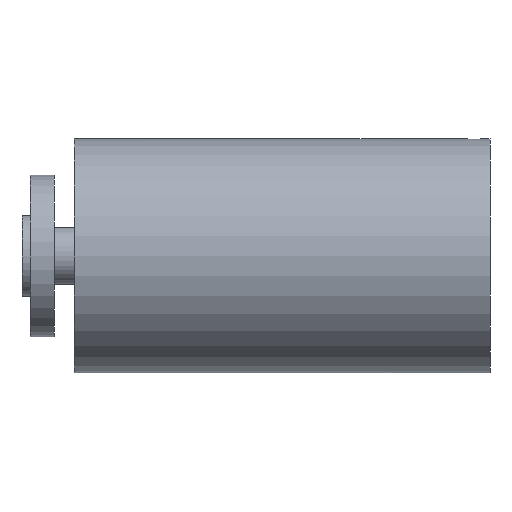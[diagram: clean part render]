
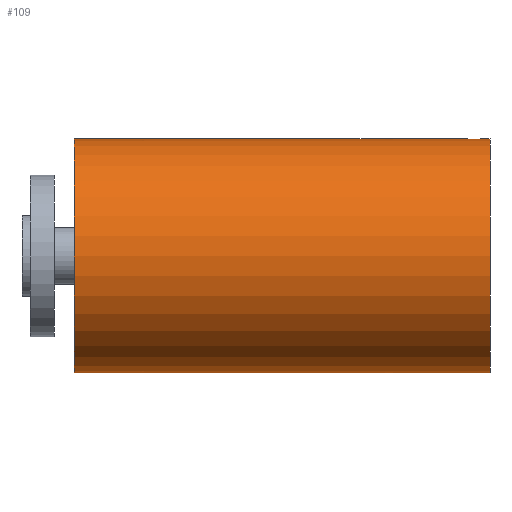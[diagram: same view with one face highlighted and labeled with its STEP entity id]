
A CAD part, front view. The second image highlights one B-rep face of the part: STEP entity #109.
In plain terms, the highlighted cylindrical face has radius 29 mm (diameter 58 mm), a partial arc.
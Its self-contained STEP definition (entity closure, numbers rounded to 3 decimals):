
#70=B_SPLINE_CURVE_WITH_KNOTS('',3,(#1100,#1101,#1102,#1103,#1104,#1105,
#1106,#1107,#1108,#1109,#1110,#1111,#1112,#1113,#1114,#1115,#1116,#1117,
#1118,#1119,#1120,#1121,#1122,#1123,#1124,#1125,#1126,#1127,#1128,#1129,
#1130),.UNSPECIFIED.,.F.,.F.,(4,3,3,3,3,3,3,3,3,3,4),(0.,0.107,
0.215,0.322,0.429,0.537,
0.644,0.751,0.859,0.966,
1.),.UNSPECIFIED.);
#71=B_SPLINE_CURVE_WITH_KNOTS('',3,(#1143,#1144,#1145,#1146,#1147,#1148,
#1149,#1150,#1151,#1152,#1153,#1154,#1155,#1156,#1157,#1158,#1159,#1160,
#1161,#1162,#1163,#1164,#1165,#1166,#1167,#1168,#1169,#1170,#1171,#1172,
#1173),.UNSPECIFIED.,.F.,.F.,(4,3,3,3,3,3,3,3,3,3,4),(0.,0.107,
0.215,0.322,0.429,0.537,
0.644,0.751,0.859,0.966,
1.),.UNSPECIFIED.);
#109=ADVANCED_FACE('',(#175),#144,.T.);
#144=CYLINDRICAL_SURFACE('',#786,29.);
#175=FACE_OUTER_BOUND('',#230,.T.);
#230=EDGE_LOOP('',(#421,#422,#423,#424,#425,#426,#427,#428));
#290=CIRCLE('',#783,29.);
#291=CIRCLE('',#785,29.);
#421=ORIENTED_EDGE('',*,*,#597,.T.);
#422=ORIENTED_EDGE('',*,*,#632,.F.);
#423=ORIENTED_EDGE('',*,*,#603,.F.);
#424=ORIENTED_EDGE('',*,*,#577,.T.);
#425=ORIENTED_EDGE('',*,*,#601,.F.);
#426=ORIENTED_EDGE('',*,*,#631,.T.);
#427=ORIENTED_EDGE('',*,*,#599,.T.);
#428=ORIENTED_EDGE('',*,*,#571,.T.);
#506=VERTEX_POINT('',#1099);
#507=VERTEX_POINT('',#1131);
#511=VERTEX_POINT('',#1142);
#512=VERTEX_POINT('',#1174);
#529=VERTEX_POINT('',#1224);
#530=VERTEX_POINT('',#1225);
#531=VERTEX_POINT('',#1259);
#532=VERTEX_POINT('',#1261);
#571=EDGE_CURVE('',#507,#506,#70,.T.);
#577=EDGE_CURVE('',#512,#511,#71,.T.);
#597=EDGE_CURVE('',#506,#529,#667,.T.);
#599=EDGE_CURVE('',#531,#507,#668,.T.);
#601=EDGE_CURVE('',#532,#511,#669,.T.);
#603=EDGE_CURVE('',#512,#530,#670,.T.);
#631=EDGE_CURVE('',#532,#531,#290,.T.);
#632=EDGE_CURVE('',#530,#529,#291,.T.);
#667=LINE('',#1226,#705);
#668=LINE('',#1258,#706);
#669=LINE('',#1262,#707);
#670=LINE('',#1294,#708);
#705=VECTOR('',#909,1.);
#706=VECTOR('',#910,1.);
#707=VECTOR('',#913,1.);
#708=VECTOR('',#914,1.);
#783=AXIS2_PLACEMENT_3D('',#1344,#983,#984);
#785=AXIS2_PLACEMENT_3D('',#1346,#987,#988);
#786=AXIS2_PLACEMENT_3D('',#1347,#989,#990);
#909=DIRECTION('',(1.,0.,0.));
#910=DIRECTION('',(1.,0.,0.));
#913=DIRECTION('',(1.,0.,0.));
#914=DIRECTION('',(1.,0.,0.));
#983=DIRECTION('',(1.,0.,0.));
#984=DIRECTION('',(0.,0.,-1.));
#987=DIRECTION('',(1.,0.,0.));
#988=DIRECTION('',(0.,0.,-1.));
#989=DIRECTION('',(-1.,0.,0.));
#990=DIRECTION('',(0.,0.,-1.));
#1099=CARTESIAN_POINT('',(113.65,0.,-29.));
#1100=CARTESIAN_POINT('',(110.35,0.,-29.));
#1101=CARTESIAN_POINT('',(110.35,-0.185,-29.));
#1102=CARTESIAN_POINT('',(110.382,-0.372,-28.998));
#1103=CARTESIAN_POINT('',(110.443,-0.546,-28.995));
#1104=CARTESIAN_POINT('',(110.504,-0.72,-28.992));
#1105=CARTESIAN_POINT('',(110.596,-0.886,-28.987));
#1106=CARTESIAN_POINT('',(110.711,-1.03,-28.982));
#1107=CARTESIAN_POINT('',(110.826,-1.174,-28.977));
#1108=CARTESIAN_POINT('',(110.968,-1.3,-28.971));
#1109=CARTESIAN_POINT('',(111.124,-1.398,-28.966));
#1110=CARTESIAN_POINT('',(111.281,-1.496,-28.962));
#1111=CARTESIAN_POINT('',(111.456,-1.569,-28.958));
#1112=CARTESIAN_POINT('',(111.637,-1.61,-28.955));
#1113=CARTESIAN_POINT('',(111.817,-1.65,-28.953));
#1114=CARTESIAN_POINT('',(112.006,-1.66,-28.952));
#1115=CARTESIAN_POINT('',(112.19,-1.639,-28.954));
#1116=CARTESIAN_POINT('',(112.373,-1.618,-28.955));
#1117=CARTESIAN_POINT('',(112.555,-1.565,-28.958));
#1118=CARTESIAN_POINT('',(112.721,-1.484,-28.962));
#1119=CARTESIAN_POINT('',(112.887,-1.404,-28.966));
#1120=CARTESIAN_POINT('',(113.041,-1.293,-28.971));
#1121=CARTESIAN_POINT('',(113.171,-1.162,-28.977));
#1122=CARTESIAN_POINT('',(113.301,-1.031,-28.982));
#1123=CARTESIAN_POINT('',(113.41,-0.876,-28.987));
#1124=CARTESIAN_POINT('',(113.49,-0.709,-28.991));
#1125=CARTESIAN_POINT('',(113.569,-0.543,-28.995));
#1126=CARTESIAN_POINT('',(113.621,-0.36,-28.998));
#1127=CARTESIAN_POINT('',(113.641,-0.176,-28.999));
#1128=CARTESIAN_POINT('',(113.647,-0.118,-29.));
#1129=CARTESIAN_POINT('',(113.65,-0.059,-29.));
#1130=CARTESIAN_POINT('',(113.65,0.,-29.));
#1131=CARTESIAN_POINT('',(110.35,0.,-29.));
#1142=CARTESIAN_POINT('',(110.35,0.,29.));
#1143=CARTESIAN_POINT('',(113.65,0.,29.));
#1144=CARTESIAN_POINT('',(113.65,-0.185,29.));
#1145=CARTESIAN_POINT('',(113.618,-0.372,28.998));
#1146=CARTESIAN_POINT('',(113.557,-0.546,28.995));
#1147=CARTESIAN_POINT('',(113.496,-0.72,28.992));
#1148=CARTESIAN_POINT('',(113.404,-0.886,28.987));
#1149=CARTESIAN_POINT('',(113.289,-1.03,28.982));
#1150=CARTESIAN_POINT('',(113.174,-1.174,28.977));
#1151=CARTESIAN_POINT('',(113.032,-1.3,28.971));
#1152=CARTESIAN_POINT('',(112.876,-1.398,28.966));
#1153=CARTESIAN_POINT('',(112.719,-1.496,28.962));
#1154=CARTESIAN_POINT('',(112.544,-1.569,28.958));
#1155=CARTESIAN_POINT('',(112.363,-1.61,28.955));
#1156=CARTESIAN_POINT('',(112.183,-1.65,28.953));
#1157=CARTESIAN_POINT('',(111.994,-1.66,28.952));
#1158=CARTESIAN_POINT('',(111.81,-1.639,28.954));
#1159=CARTESIAN_POINT('',(111.627,-1.618,28.955));
#1160=CARTESIAN_POINT('',(111.445,-1.565,28.958));
#1161=CARTESIAN_POINT('',(111.279,-1.484,28.962));
#1162=CARTESIAN_POINT('',(111.113,-1.404,28.966));
#1163=CARTESIAN_POINT('',(110.959,-1.293,28.971));
#1164=CARTESIAN_POINT('',(110.829,-1.162,28.977));
#1165=CARTESIAN_POINT('',(110.699,-1.031,28.982));
#1166=CARTESIAN_POINT('',(110.59,-0.876,28.987));
#1167=CARTESIAN_POINT('',(110.51,-0.709,28.991));
#1168=CARTESIAN_POINT('',(110.431,-0.543,28.995));
#1169=CARTESIAN_POINT('',(110.379,-0.36,28.998));
#1170=CARTESIAN_POINT('',(110.359,-0.176,28.999));
#1171=CARTESIAN_POINT('',(110.353,-0.118,29.));
#1172=CARTESIAN_POINT('',(110.35,-0.059,29.));
#1173=CARTESIAN_POINT('',(110.35,0.,29.));
#1174=CARTESIAN_POINT('',(113.65,0.,29.));
#1224=CARTESIAN_POINT('',(116.,0.,-29.));
#1225=CARTESIAN_POINT('',(116.,0.,29.));
#1226=CARTESIAN_POINT('',(116.,0.,-29.));
#1258=CARTESIAN_POINT('',(116.,0.,-29.));
#1259=CARTESIAN_POINT('',(13.,0.,-29.));
#1261=CARTESIAN_POINT('',(13.,0.,29.));
#1262=CARTESIAN_POINT('',(116.,0.,29.));
#1294=CARTESIAN_POINT('',(116.,0.,29.));
#1344=CARTESIAN_POINT('',(13.,0.,0.));
#1346=CARTESIAN_POINT('',(116.,0.,0.));
#1347=CARTESIAN_POINT('',(116.,0.,0.));
